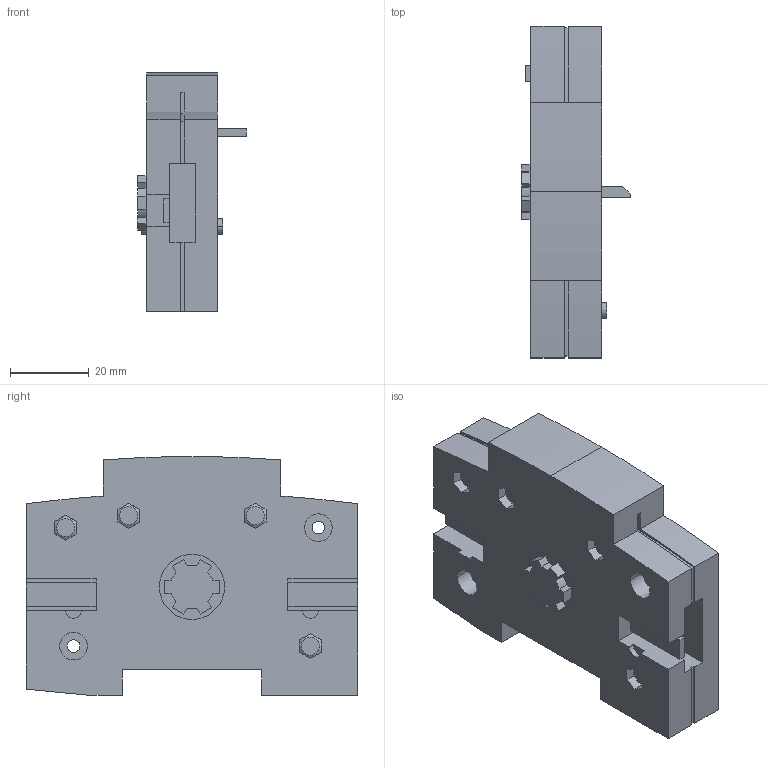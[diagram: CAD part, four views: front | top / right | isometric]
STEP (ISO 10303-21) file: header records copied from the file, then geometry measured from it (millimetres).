
FILE_DESCRIPTION(('STEP AP214'),'1');
FILE_NAME('cctmp_BE9B9997-D45D-41E4-AA68-C04385F8FE28_2023_04_14_01_00_44_0897..stp','2023-04-13T23:00:45',('SIEMENS A&D'),('CADClick - www.CADClick.com'),'Spatial InterOp 3D postprocessed',' ','unknown authorization');
FILE_SCHEMA(('AUTOMOTIVE_DESIGN'));
Length unit declared in the file: millimetre
Products named in the file (1): 2023_04_14_01_00_44_0882
Bounding box: 27.6 x 84 x 60.5 mm (x, y, z)
Volume: 71396.1 mm3; surface area: 18604.1 mm2
Topology: 1 solids, 5 shells, 330 faces, 873 edges, 582 vertices
Faces by surface type: plane 240, cylinder 66, cone 16, torus 8
Entity records: 17226 total; most frequent: CARTESIAN_POINT 2290, STYLED_ITEM 1786, PRESENTATION_STYLE_ASSIGNMENT 1786, ORIENTED_EDGE 1746, DIRECTION 1579, EDGE_CURVE 873, CURVE_STYLE 873, DRAUGHTING_PRE_DEFINED_CURVE_FONT 873
